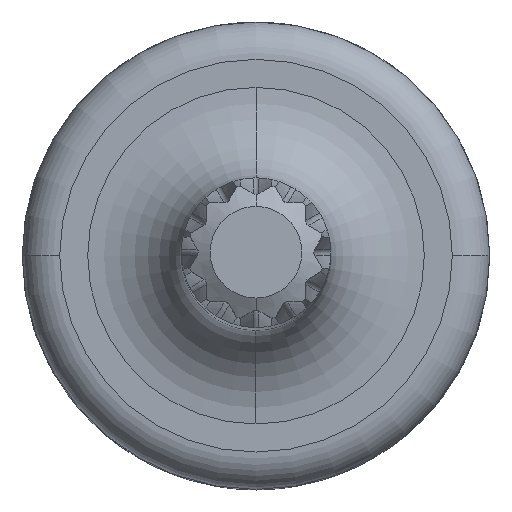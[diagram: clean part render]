
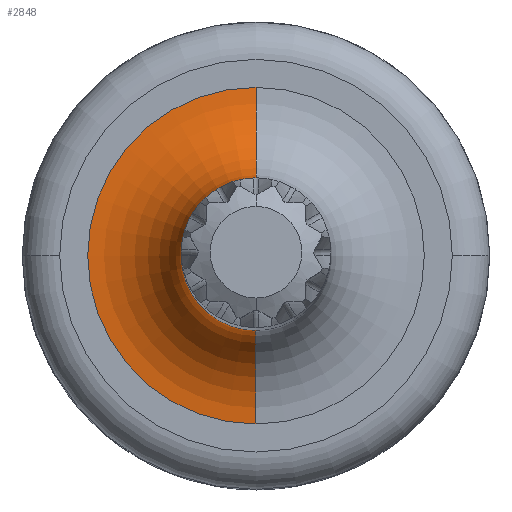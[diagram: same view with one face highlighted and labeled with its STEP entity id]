
A CAD part, top view. The second image highlights one B-rep face of the part: STEP entity #2848.
In plain terms, the highlighted toroidal (fillet/blend) face has major radius 9 mm and minor radius 5 mm.
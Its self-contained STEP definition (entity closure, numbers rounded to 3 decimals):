
#551=CARTESIAN_POINT('',(0.,0.,19.));
#552=DIRECTION('',(0.,0.,1.));
#553=DIRECTION('',(0.,1.,0.));
#554=AXIS2_PLACEMENT_3D('',#551,#552,#553);
#571=CARTESIAN_POINT('',(0.,9.,24.));
#572=DIRECTION('',(-1.,0.,0.));
#573=DIRECTION('',(0.,0.,-1.));
#574=AXIS2_PLACEMENT_3D('',#571,#572,#573);
#576=CARTESIAN_POINT('',(0.,-9.,24.));
#577=DIRECTION('',(1.,0.,0.));
#578=DIRECTION('',(0.,0.,-1.));
#579=AXIS2_PLACEMENT_3D('',#576,#577,#578);
#1198=CARTESIAN_POINT('',(0.,0.,24.));
#1199=DIRECTION('',(0.,0.,1.));
#1200=DIRECTION('',(0.,1.,0.));
#1201=AXIS2_PLACEMENT_3D('',#1198,#1199,#1200);
#2037=CARTESIAN_POINT('',(0.,9.,19.));
#2038=CARTESIAN_POINT('',(0.,-9.,19.));
#2039=VERTEX_POINT('',#2037);
#2040=VERTEX_POINT('',#2038);
#2041=CARTESIAN_POINT('',(0.,4.,24.));
#2042=CARTESIAN_POINT('',(0.,-4.,24.));
#2043=VERTEX_POINT('',#2041);
#2044=VERTEX_POINT('',#2042);
#2834=CARTESIAN_POINT('',(0.,0.,24.));
#2835=DIRECTION('',(0.,0.,1.));
#2836=DIRECTION('',(0.05,0.999,0.));
#2837=AXIS2_PLACEMENT_3D('',#2834,#2835,#2836);
#2838=TOROIDAL_SURFACE('',#2837,9.,5.);
#2839=ORIENTED_EDGE('',*,*,#2827,.F.);
#2841=ORIENTED_EDGE('',*,*,#2840,.T.);
#2843=ORIENTED_EDGE('',*,*,#2842,.T.);
#2845=ORIENTED_EDGE('',*,*,#2844,.F.);
#2846=EDGE_LOOP('',(#2839,#2841,#2843,#2845));
#2847=FACE_OUTER_BOUND('',#2846,.F.);
#2848=ADVANCED_FACE('',(#2847),#2838,.F.);
#555=CIRCLE('',#554,9.);
#575=CIRCLE('',#574,5.);
#580=CIRCLE('',#579,5.);
#1202=CIRCLE('',#1201,4.);
#2827=EDGE_CURVE('',#2039,#2040,#555,.T.);
#2840=EDGE_CURVE('',#2039,#2043,#575,.T.);
#2842=EDGE_CURVE('',#2043,#2044,#1202,.T.);
#2844=EDGE_CURVE('',#2040,#2044,#580,.T.);
